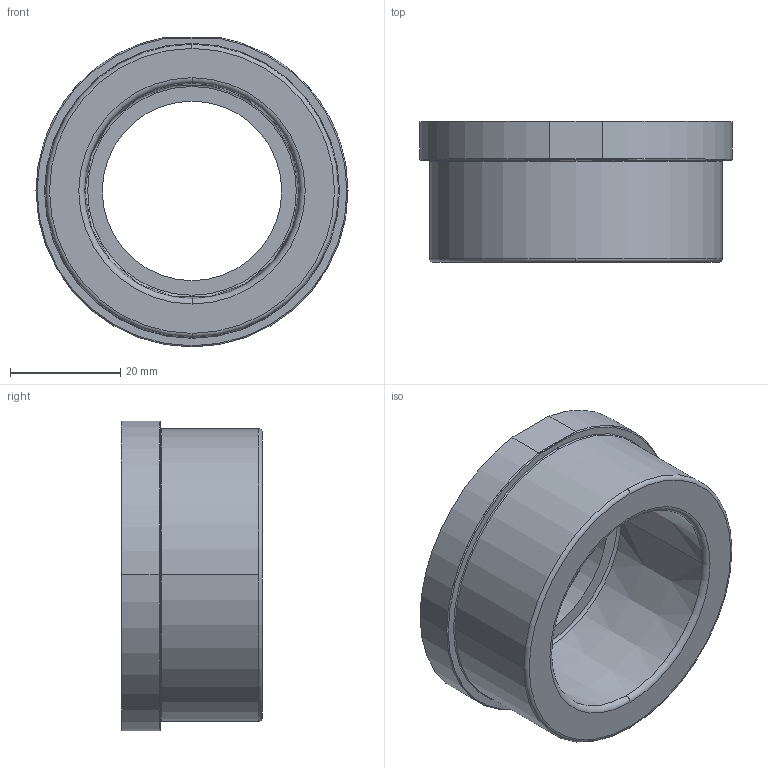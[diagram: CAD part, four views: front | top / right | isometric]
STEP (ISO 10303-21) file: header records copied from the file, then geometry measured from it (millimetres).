
FILE_DESCRIPTION(('STEP AP214'),'1');
FILE_NAME('qbigm040.stp','2018-02-12T14:00:11',('TraceParts'),('TraceParts S.A.'),'Spatial InterOp 3D',' ',' ');
FILE_SCHEMA(('automotive_design'));
Length unit declared in the file: millimetre
Products named in the file (1): qbigm040
Bounding box: 56.5 x 25.5 x 56.1 mm (x, y, z)
Volume: 29269.5 mm3; surface area: 10547.7 mm2
Topology: 1 solids, 1 shells, 26 faces, 68 edges, 46 vertices
Faces by surface type: torus 10, cylinder 9, plane 5, cone 2
Entity records: 1110 total; most frequent: CARTESIAN_POINT 185, DIRECTION 168, ORIENTED_EDGE 136, AXIS2_PLACEMENT_3D 77, EDGE_CURVE 68, CIRCLE 50, VERTEX_POINT 46, EDGE_LOOP 30
